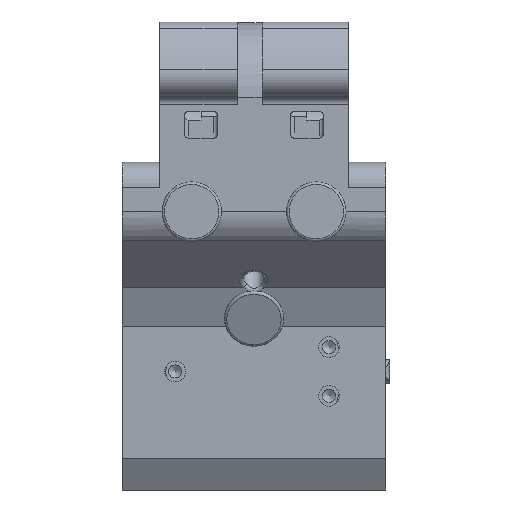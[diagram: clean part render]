
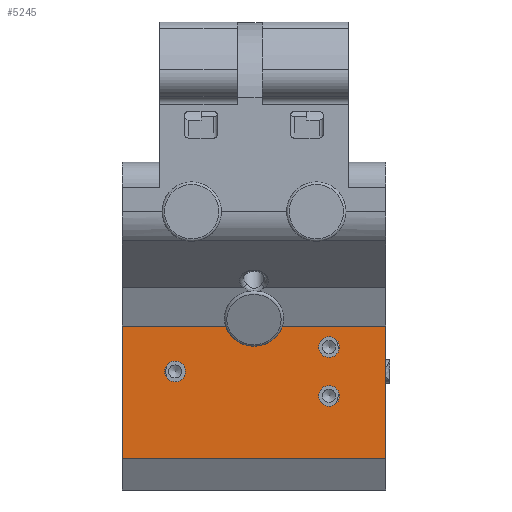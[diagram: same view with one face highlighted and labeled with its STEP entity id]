
A CAD part, front view. The second image highlights one B-rep face of the part: STEP entity #5245.
In plain terms, the highlighted planar face has unit normal (0, -1, 0).
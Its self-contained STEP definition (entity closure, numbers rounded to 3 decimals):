
#160=FACE_BOUND('',#835,.T.);
#161=FACE_BOUND('',#836,.T.);
#162=FACE_BOUND('',#837,.T.);
#320=PLANE('',#5707);
#507=FACE_OUTER_BOUND('',#834,.T.);
#834=EDGE_LOOP('',(#4312,#4313,#4314,#4315));
#835=EDGE_LOOP('',(#4316));
#836=EDGE_LOOP('',(#4317));
#837=EDGE_LOOP('',(#4318));
#1163=CIRCLE('',#5569,1.25);
#1165=CIRCLE('',#5572,1.25);
#1167=CIRCLE('',#5575,1.25);
#1353=LINE('',#7664,#1761);
#1355=LINE('',#7668,#1763);
#1451=LINE('',#7879,#1859);
#1539=LINE('',#8749,#1947);
#1761=VECTOR('',#6028,31.75);
#1763=VECTOR('',#6032,15.943);
#1859=VECTOR('',#6150,15.943);
#1947=VECTOR('',#6456,31.75);
#2171=VERTEX_POINT('',#7661);
#2172=VERTEX_POINT('',#7663);
#2173=VERTEX_POINT('',#7667);
#2277=VERTEX_POINT('',#7877);
#2420=VERTEX_POINT('',#8851);
#2422=VERTEX_POINT('',#8856);
#2424=VERTEX_POINT('',#8861);
#2690=EDGE_CURVE('',#2172,#2171,#1353,.T.);
#2692=EDGE_CURVE('',#2172,#2173,#1355,.T.);
#2798=EDGE_CURVE('',#2171,#2277,#1451,.T.);
#2978=EDGE_CURVE('',#2173,#2277,#1539,.T.);
#3008=EDGE_CURVE('',#2420,#2420,#1163,.T.);
#3010=EDGE_CURVE('',#2422,#2422,#1165,.T.);
#3012=EDGE_CURVE('',#2424,#2424,#1167,.T.);
#4312=ORIENTED_EDGE('',*,*,#2798,.T.);
#4313=ORIENTED_EDGE('',*,*,#2978,.F.);
#4314=ORIENTED_EDGE('',*,*,#2692,.F.);
#4315=ORIENTED_EDGE('',*,*,#2690,.T.);
#4316=ORIENTED_EDGE('',*,*,#3008,.T.);
#4317=ORIENTED_EDGE('',*,*,#3010,.T.);
#4318=ORIENTED_EDGE('',*,*,#3012,.T.);
#5245=ADVANCED_FACE('',(#507,#160,#161,#162),#320,.F.);
#5569=AXIS2_PLACEMENT_3D('',#8852,#6536,#6537);
#5572=AXIS2_PLACEMENT_3D('',#8857,#6542,#6543);
#5575=AXIS2_PLACEMENT_3D('',#8862,#6548,#6549);
#5707=AXIS2_PLACEMENT_3D('',#9145,#6875,#6876);
#6028=DIRECTION('',(1.,0.,0.));
#6032=DIRECTION('',(0.,0.,1.));
#6150=DIRECTION('',(0.,0.,1.));
#6456=DIRECTION('',(1.,0.,0.));
#6536=DIRECTION('center_axis',(0.,1.,0.));
#6537=DIRECTION('ref_axis',(1.,0.,0.));
#6542=DIRECTION('center_axis',(0.,1.,0.));
#6543=DIRECTION('ref_axis',(1.,0.,0.));
#6548=DIRECTION('center_axis',(0.,1.,0.));
#6549=DIRECTION('ref_axis',(1.,0.,0.));
#6875=DIRECTION('center_axis',(0.,1.,0.));
#6876=DIRECTION('ref_axis',(0.,0.,1.));
#7661=CARTESIAN_POINT('',(15.875,0.,-43.444));
#7663=CARTESIAN_POINT('',(-15.875,0.,-43.444));
#7664=CARTESIAN_POINT('',(-15.875,0.,-43.444));
#7667=CARTESIAN_POINT('',(-15.875,0.,-27.501));
#7668=CARTESIAN_POINT('',(-15.875,0.,-43.444));
#7877=CARTESIAN_POINT('',(15.875,0.,-27.501));
#7879=CARTESIAN_POINT('',(15.875,0.,-43.444));
#8749=CARTESIAN_POINT('',(-15.875,0.,-27.501));
#8851=CARTESIAN_POINT('',(-10.75,0.,-32.975));
#8852=CARTESIAN_POINT('Origin',(-9.5,0.,-32.975));
#8856=CARTESIAN_POINT('',(7.785,0.,-30.039));
#8857=CARTESIAN_POINT('Origin',(9.035,0.,-30.039));
#8861=CARTESIAN_POINT('',(7.785,0.,-35.911));
#8862=CARTESIAN_POINT('Origin',(9.035,0.,-35.911));
#9145=CARTESIAN_POINT('Origin',(-15.875,0.,-24.795));
